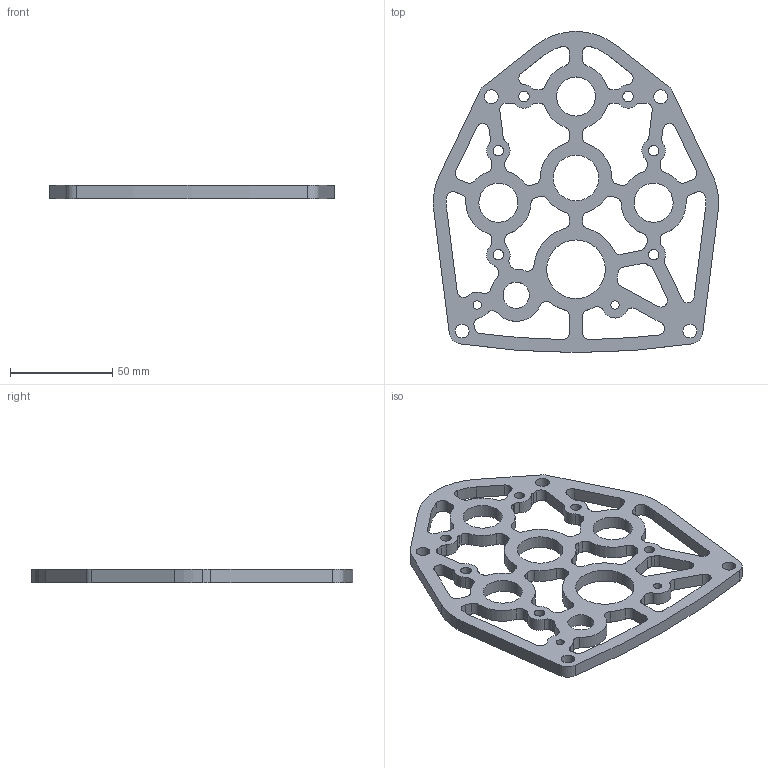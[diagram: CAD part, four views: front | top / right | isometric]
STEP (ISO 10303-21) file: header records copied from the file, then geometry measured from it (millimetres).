
FILE_DESCRIPTION (( 'STEP AP214' ), '1' );
FILE_NAME ('am-3527 Evo Shifter 2 Stage 3 Motor Plate.STEP', '2017-01-06T20:28:17', ( '' ), ( '' ), 'SwSTEP 2.0', 'SolidWorks 2014', '' );
FILE_SCHEMA (( 'AUTOMOTIVE_DESIGN' ));
Length unit declared in the file: inch
Products named in the file (1): am-3527 Evo Shifter 2 Stage 3 Motor Plate
Bounding box: 139.25 x 156.68 x 6.35 mm (x, y, z)
Volume: 54330.2 mm3; surface area: 32112 mm2
Topology: 1 solids, 1 shells, 252 faces, 750 edges, 500 vertices
Faces by surface type: cylinder 196, plane 56
Entity records: 8882 total; most frequent: DIRECTION 1648, CARTESIAN_POINT 1503, ORIENTED_EDGE 1500, EDGE_CURVE 750, AXIS2_PLACEMENT_3D 645, VERTEX_POINT 500, CIRCLE 392, VECTOR 358
